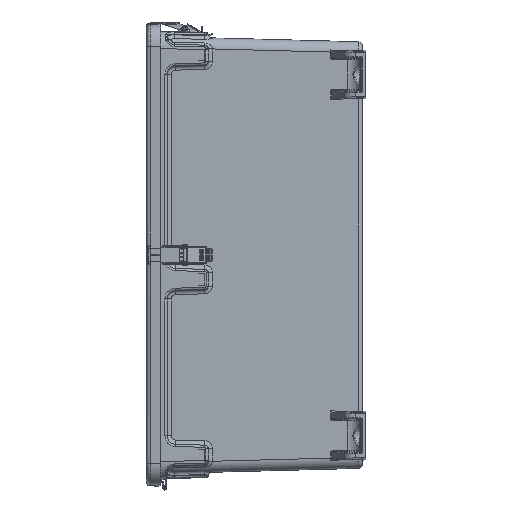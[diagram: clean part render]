
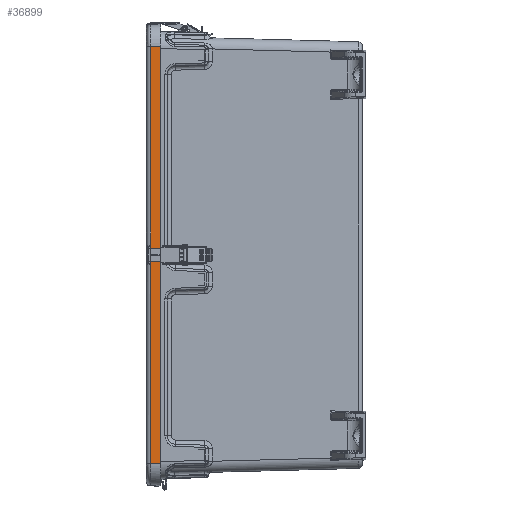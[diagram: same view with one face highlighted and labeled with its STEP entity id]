
A CAD part, left-side view. The second image highlights one B-rep face of the part: STEP entity #36899.
In plain terms, the highlighted planar face has unit normal (-1, 0.026, 0).
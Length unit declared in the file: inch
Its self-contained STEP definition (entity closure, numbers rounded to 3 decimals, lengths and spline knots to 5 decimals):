
#3609 = FACE_OUTER_BOUND ( 'NONE', #107164, .T. ) ;
#6298 = ORIENTED_EDGE ( 'NONE', *, *, #23590, .F. ) ;
#7304 = AXIS2_PLACEMENT_3D ( 'NONE', #100594, #44942, #46161 ) ;
#8664 = CARTESIAN_POINT ( 'NONE',  ( -16.08038, 0.0775, 11.8333 ) ) ;
#9877 = CARTESIAN_POINT ( 'NONE',  ( -16.0956, -0.50378, 11.84853 ) ) ;
#23590 = EDGE_CURVE ( 'NONE', #112607, #92442, #120719, .T. ) ;
#29050 = ORIENTED_EDGE ( 'NONE', *, *, #132001, .T. ) ;
#31966 = CARTESIAN_POINT ( 'NONE',  ( -16.0956, -0.50378, 11.84853 ) ) ;
#36899 = ADVANCED_FACE ( 'NONE', ( #3609 ), #112046, .T. ) ;
#43562 = VECTOR ( 'NONE', #72807, 39.37008 ) ;
#44942 = DIRECTION ( 'NONE',  ( -1., 0.026, 0. ) ) ;
#46161 = DIRECTION ( 'NONE',  ( -0.026, -1., 0. ) ) ;
#72807 = DIRECTION ( 'NONE',  ( 0.026, 0.999, 0.026 ) ) ;
#83122 = VECTOR ( 'NONE', #138195, 39.37008 ) ;
#88123 = VECTOR ( 'NONE', #112814, 39.37008 ) ;
#92442 = VERTEX_POINT ( 'NONE', #94080 ) ;
#94080 = CARTESIAN_POINT ( 'NONE',  ( -16.08038, 0.0775, -11.8283 ) ) ;
#98533 = CARTESIAN_POINT ( 'NONE',  ( -16.06385, 0.70861, -11.81178 ) ) ;
#100290 = DIRECTION ( 'NONE',  ( 0., 0., 1. ) ) ;
#100594 = CARTESIAN_POINT ( 'NONE',  ( -16.074, 0.32096, -12.7015 ) ) ;
#107164 = EDGE_LOOP ( 'NONE', ( #6298, #118160, #29050, #148790 ) ) ;
#108892 = LINE ( 'NONE', #150231, #83122 ) ;
#111189 = VERTEX_POINT ( 'NONE', #8664 ) ;
#112046 = PLANE ( 'NONE',  #7304 ) ;
#112607 = VERTEX_POINT ( 'NONE', #159294 ) ;
#112814 = DIRECTION ( 'NONE',  ( 0.026, 0.999, -0.026 ) ) ;
#112892 = CARTESIAN_POINT ( 'NONE',  ( -16.0956, -0.50378, -12.7015 ) ) ;
#115818 = VECTOR ( 'NONE', #100290, 39.37008 ) ;
#118160 = ORIENTED_EDGE ( 'NONE', *, *, #133688, .T. ) ;
#120719 = LINE ( 'NONE', #98533, #43562 ) ;
#127227 = VERTEX_POINT ( 'NONE', #9877 ) ;
#132001 = EDGE_CURVE ( 'NONE', #127227, #111189, #141809, .T. ) ;
#133688 = EDGE_CURVE ( 'NONE', #112607, #127227, #147878, .T. ) ;
#138195 = DIRECTION ( 'NONE',  ( 0., 0., 1. ) ) ;
#141809 = LINE ( 'NONE', #31966, #88123 ) ;
#147878 = LINE ( 'NONE', #112892, #115818 ) ;
#148790 = ORIENTED_EDGE ( 'NONE', *, *, #169047, .F. ) ;
#150231 = CARTESIAN_POINT ( 'NONE',  ( -16.08038, 0.0775, -12.7015 ) ) ;
#159294 = CARTESIAN_POINT ( 'NONE',  ( -16.0956, -0.50378, -11.84352 ) ) ;
#169047 = EDGE_CURVE ( 'NONE', #92442, #111189, #108892, .T. ) ;
